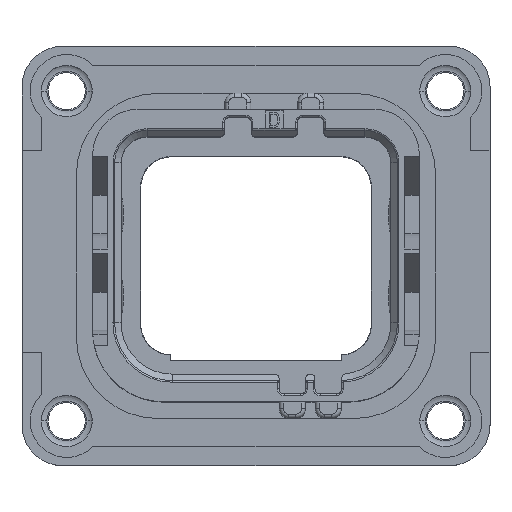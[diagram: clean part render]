
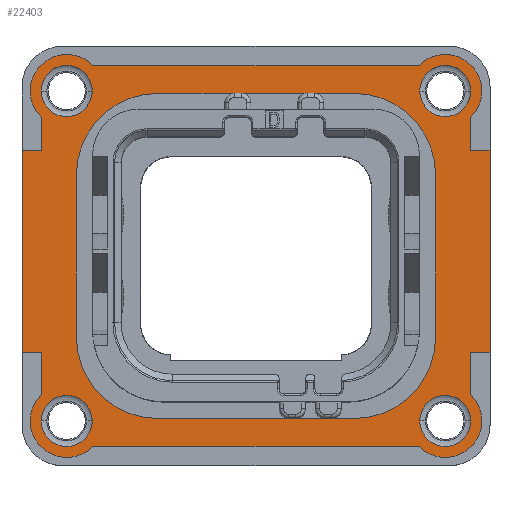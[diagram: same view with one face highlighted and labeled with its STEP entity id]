
A CAD part, top view. The second image highlights one B-rep face of the part: STEP entity #22403.
In plain terms, the highlighted planar face has unit normal (0, 0, 1).
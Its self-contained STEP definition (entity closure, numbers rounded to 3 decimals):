
#535=DIRECTION('',(0.,-1.,0.));
#536=VECTOR('',#535,12.45);
#537=CARTESIAN_POINT('',(-14.4,6.5,1.5));
#538=LINE('',#537,#536);
#593=CARTESIAN_POINT('',(-11.65,10.15,1.5));
#594=DIRECTION('',(0.,0.,1.));
#595=DIRECTION('',(0.716,0.698,0.));
#596=AXIS2_PLACEMENT_3D('',#593,#594,#595);
#603=DIRECTION('',(0.,1.,0.));
#604=VECTOR('',#603,2.588);
#605=CARTESIAN_POINT('',(13.22,-8.538,1.5));
#606=LINE('',#605,#604);
#607=DIRECTION('',(1.,0.,0.));
#608=VECTOR('',#607,20.077);
#609=CARTESIAN_POINT('',(-10.038,-11.72,1.5));
#610=LINE('',#609,#608);
#611=DIRECTION('',(0.,-1.,0.));
#612=VECTOR('',#611,2.588);
#613=CARTESIAN_POINT('',(-13.22,-5.95,1.5));
#614=LINE('',#613,#612);
#615=DIRECTION('',(1.,0.,0.));
#616=VECTOR('',#615,1.18);
#617=CARTESIAN_POINT('',(-14.4,-5.95,1.5));
#618=LINE('',#617,#616);
#619=DIRECTION('',(-1.,0.,0.));
#620=VECTOR('',#619,1.18);
#621=CARTESIAN_POINT('',(-13.22,6.5,1.5));
#622=LINE('',#621,#620);
#623=DIRECTION('',(0.,-1.,0.));
#624=VECTOR('',#623,2.038);
#625=CARTESIAN_POINT('',(-13.22,8.538,1.5));
#626=LINE('',#625,#624);
#627=DIRECTION('',(-1.,0.,0.));
#628=VECTOR('',#627,20.077);
#629=CARTESIAN_POINT('',(10.038,11.72,1.5));
#630=LINE('',#629,#628);
#631=DIRECTION('',(0.,1.,0.));
#632=VECTOR('',#631,2.038);
#633=CARTESIAN_POINT('',(13.22,6.5,1.5));
#634=LINE('',#633,#632);
#635=DIRECTION('',(-1.,0.,0.));
#636=VECTOR('',#635,1.18);
#637=CARTESIAN_POINT('',(14.4,6.5,1.5));
#638=LINE('',#637,#636);
#639=DIRECTION('',(1.,0.,0.));
#640=VECTOR('',#639,1.18);
#641=CARTESIAN_POINT('',(13.22,-5.95,1.5));
#642=LINE('',#641,#640);
#643=CARTESIAN_POINT('',(11.65,-10.15,1.5));
#644=DIRECTION('',(0.,0.,1.));
#645=DIRECTION('',(-1.,0.,0.));
#646=AXIS2_PLACEMENT_3D('',#643,#644,#645);
#648=CARTESIAN_POINT('',(-11.65,-10.15,1.5));
#649=DIRECTION('',(0.,0.,1.));
#650=DIRECTION('',(-1.,0.,0.));
#651=AXIS2_PLACEMENT_3D('',#648,#649,#650);
#653=CARTESIAN_POINT('',(-11.65,10.15,1.5));
#654=DIRECTION('',(0.,0.,1.));
#655=DIRECTION('',(1.,0.,0.));
#656=AXIS2_PLACEMENT_3D('',#653,#654,#655);
#658=CARTESIAN_POINT('',(11.65,10.15,1.5));
#659=DIRECTION('',(0.,0.,1.));
#660=DIRECTION('',(1.,0.,0.));
#661=AXIS2_PLACEMENT_3D('',#658,#659,#660);
#663=CARTESIAN_POINT('',(6.05,5.,1.5));
#664=DIRECTION('',(0.,0.,-1.));
#665=DIRECTION('',(0.,1.,0.));
#666=AXIS2_PLACEMENT_3D('',#663,#664,#665);
#668=DIRECTION('',(1.,0.,0.));
#669=VECTOR('',#668,12.1);
#670=CARTESIAN_POINT('',(-6.05,10.,1.5));
#671=LINE('',#670,#669);
#672=CARTESIAN_POINT('',(-6.05,5.,1.5));
#673=DIRECTION('',(0.,0.,-1.));
#674=DIRECTION('',(-1.,0.,0.));
#675=AXIS2_PLACEMENT_3D('',#672,#673,#674);
#677=DIRECTION('',(0.,1.,0.));
#678=VECTOR('',#677,10.);
#679=CARTESIAN_POINT('',(-11.05,-5.,1.5));
#680=LINE('',#679,#678);
#681=CARTESIAN_POINT('',(-6.05,-5.,1.5));
#682=DIRECTION('',(0.,0.,-1.));
#683=DIRECTION('',(0.,-1.,0.));
#684=AXIS2_PLACEMENT_3D('',#681,#682,#683);
#686=DIRECTION('',(-1.,0.,0.));
#687=VECTOR('',#686,12.1);
#688=CARTESIAN_POINT('',(6.05,-10.,1.5));
#689=LINE('',#688,#687);
#690=CARTESIAN_POINT('',(6.05,-5.,1.5));
#691=DIRECTION('',(0.,0.,-1.));
#692=DIRECTION('',(1.,0.,0.));
#693=AXIS2_PLACEMENT_3D('',#690,#691,#692);
#695=DIRECTION('',(0.,-1.,0.));
#696=VECTOR('',#695,10.);
#697=CARTESIAN_POINT('',(11.05,5.,1.5));
#698=LINE('',#697,#696);
#708=CARTESIAN_POINT('',(11.65,-10.15,1.5));
#709=DIRECTION('',(0.,0.,1.));
#710=DIRECTION('',(-0.716,-0.698,0.));
#711=AXIS2_PLACEMENT_3D('',#708,#709,#710);
#763=DIRECTION('',(0.,1.,0.));
#764=VECTOR('',#763,12.45);
#765=CARTESIAN_POINT('',(14.4,-5.95,1.5));
#766=LINE('',#765,#764);
#792=CARTESIAN_POINT('',(11.65,10.15,1.5));
#793=DIRECTION('',(0.,0.,1.));
#794=DIRECTION('',(0.698,-0.716,0.));
#795=AXIS2_PLACEMENT_3D('',#792,#793,#794);
#821=CARTESIAN_POINT('',(-11.65,-10.15,1.5));
#822=DIRECTION('',(0.,0.,1.));
#823=DIRECTION('',(-0.698,0.716,0.));
#824=AXIS2_PLACEMENT_3D('',#821,#822,#823);
#855=CARTESIAN_POINT('',(11.65,-10.15,1.5));
#856=DIRECTION('',(0.,0.,1.));
#857=DIRECTION('',(1.,0.,0.));
#858=AXIS2_PLACEMENT_3D('',#855,#856,#857);
#860=CARTESIAN_POINT('',(-11.65,-10.15,1.5));
#861=DIRECTION('',(0.,0.,1.));
#862=DIRECTION('',(1.,0.,0.));
#863=AXIS2_PLACEMENT_3D('',#860,#861,#862);
#881=CARTESIAN_POINT('',(-11.65,10.15,1.5));
#882=DIRECTION('',(0.,0.,1.));
#883=DIRECTION('',(-1.,0.,0.));
#884=AXIS2_PLACEMENT_3D('',#881,#882,#883);
#886=CARTESIAN_POINT('',(11.65,10.15,1.5));
#887=DIRECTION('',(0.,0.,1.));
#888=DIRECTION('',(-1.,0.,0.));
#889=AXIS2_PLACEMENT_3D('',#886,#887,#888);
#19120=CARTESIAN_POINT('',(-6.05,10.,1.5));
#19121=CARTESIAN_POINT('',(6.05,10.,1.5));
#19122=VERTEX_POINT('',#19120);
#19123=VERTEX_POINT('',#19121);
#19124=CARTESIAN_POINT('',(11.05,-5.,1.5));
#19125=CARTESIAN_POINT('',(6.05,-10.,1.5));
#19126=VERTEX_POINT('',#19124);
#19127=VERTEX_POINT('',#19125);
#19128=CARTESIAN_POINT('',(11.05,5.,1.5));
#19129=VERTEX_POINT('',#19128);
#19130=CARTESIAN_POINT('',(-11.05,5.,1.5));
#19131=VERTEX_POINT('',#19130);
#19132=CARTESIAN_POINT('',(-11.05,-5.,1.5));
#19133=VERTEX_POINT('',#19132);
#19134=CARTESIAN_POINT('',(-6.05,-10.,1.5));
#19135=VERTEX_POINT('',#19134);
#19164=CARTESIAN_POINT('',(14.4,-5.95,1.5));
#19165=CARTESIAN_POINT('',(14.4,6.5,1.5));
#19166=VERTEX_POINT('',#19164);
#19167=VERTEX_POINT('',#19165);
#19168=CARTESIAN_POINT('',(-14.4,6.5,1.5));
#19169=CARTESIAN_POINT('',(-14.4,-5.95,1.5));
#19170=VERTEX_POINT('',#19168);
#19171=VERTEX_POINT('',#19169);
#19174=CARTESIAN_POINT('',(10.08,10.15,1.5));
#19175=VERTEX_POINT('',#19174);
#19176=CARTESIAN_POINT('',(-10.08,10.15,1.5));
#19177=VERTEX_POINT('',#19176);
#19178=CARTESIAN_POINT('',(-10.08,-10.15,1.5));
#19179=VERTEX_POINT('',#19178);
#19180=CARTESIAN_POINT('',(10.08,-10.15,1.5));
#19181=VERTEX_POINT('',#19180);
#19182=CARTESIAN_POINT('',(-13.22,6.5,1.5));
#19183=VERTEX_POINT('',#19182);
#19184=CARTESIAN_POINT('',(13.22,6.5,1.5));
#19185=VERTEX_POINT('',#19184);
#19186=CARTESIAN_POINT('',(13.22,-5.95,1.5));
#19187=VERTEX_POINT('',#19186);
#20750=CARTESIAN_POINT('',(-13.22,-5.95,1.5));
#20751=VERTEX_POINT('',#20750);
#20848=CARTESIAN_POINT('',(13.22,8.538,1.5));
#20850=VERTEX_POINT('',#20848);
#20852=CARTESIAN_POINT('',(10.038,-11.72,1.5));
#20854=VERTEX_POINT('',#20852);
#20856=CARTESIAN_POINT('',(-10.038,-11.72,1.5));
#20858=VERTEX_POINT('',#20856);
#20860=CARTESIAN_POINT('',(-13.22,-8.538,1.5));
#20862=VERTEX_POINT('',#20860);
#20864=CARTESIAN_POINT('',(-10.038,11.72,1.5));
#20866=VERTEX_POINT('',#20864);
#20868=CARTESIAN_POINT('',(10.038,11.72,1.5));
#20870=VERTEX_POINT('',#20868);
#20872=CARTESIAN_POINT('',(-13.22,8.538,1.5));
#20874=VERTEX_POINT('',#20872);
#20876=CARTESIAN_POINT('',(13.22,-8.538,1.5));
#20878=VERTEX_POINT('',#20876);
#20880=CARTESIAN_POINT('',(13.22,10.15,1.5));
#20881=VERTEX_POINT('',#20880);
#20882=CARTESIAN_POINT('',(-13.22,10.15,1.5));
#20883=VERTEX_POINT('',#20882);
#20884=CARTESIAN_POINT('',(-13.22,-10.15,1.5));
#20885=VERTEX_POINT('',#20884);
#20886=CARTESIAN_POINT('',(13.22,-10.15,1.5));
#20887=VERTEX_POINT('',#20886);
#22324=CARTESIAN_POINT('',(0.,0.,1.5));
#22325=DIRECTION('',(0.,0.,1.));
#22326=DIRECTION('',(1.,0.,0.));
#22327=AXIS2_PLACEMENT_3D('',#22324,#22325,#22326);
#22328=PLANE('',#22327);
#22330=ORIENTED_EDGE('',*,*,#22329,.F.);
#22332=ORIENTED_EDGE('',*,*,#22331,.F.);
#22334=ORIENTED_EDGE('',*,*,#22333,.F.);
#22336=ORIENTED_EDGE('',*,*,#22335,.F.);
#22338=ORIENTED_EDGE('',*,*,#22337,.F.);
#22340=ORIENTED_EDGE('',*,*,#22339,.F.);
#22341=ORIENTED_EDGE('',*,*,#22265,.F.);
#22343=ORIENTED_EDGE('',*,*,#22342,.F.);
#22345=ORIENTED_EDGE('',*,*,#22344,.F.);
#22346=ORIENTED_EDGE('',*,*,#22314,.F.);
#22348=ORIENTED_EDGE('',*,*,#22347,.F.);
#22350=ORIENTED_EDGE('',*,*,#22349,.F.);
#22352=ORIENTED_EDGE('',*,*,#22351,.F.);
#22354=ORIENTED_EDGE('',*,*,#22353,.F.);
#22356=ORIENTED_EDGE('',*,*,#22355,.F.);
#22358=ORIENTED_EDGE('',*,*,#22357,.F.);
#22359=EDGE_LOOP('',(#22330,#22332,#22334,#22336,#22338,#22340,#22341,#22343,
#22345,#22346,#22348,#22350,#22352,#22354,#22356,#22358));
#22360=FACE_OUTER_BOUND('',#22359,.F.);
#22362=ORIENTED_EDGE('',*,*,#22361,.T.);
#22364=ORIENTED_EDGE('',*,*,#22363,.T.);
#22365=EDGE_LOOP('',(#22362,#22364));
#22366=FACE_BOUND('',#22365,.F.);
#22368=ORIENTED_EDGE('',*,*,#22367,.T.);
#22370=ORIENTED_EDGE('',*,*,#22369,.T.);
#22371=EDGE_LOOP('',(#22368,#22370));
#22372=FACE_BOUND('',#22371,.F.);
#22374=ORIENTED_EDGE('',*,*,#22373,.T.);
#22376=ORIENTED_EDGE('',*,*,#22375,.T.);
#22377=EDGE_LOOP('',(#22374,#22376));
#22378=FACE_BOUND('',#22377,.F.);
#22380=ORIENTED_EDGE('',*,*,#22379,.T.);
#22382=ORIENTED_EDGE('',*,*,#22381,.T.);
#22383=EDGE_LOOP('',(#22380,#22382));
#22384=FACE_BOUND('',#22383,.F.);
#22386=ORIENTED_EDGE('',*,*,#22385,.F.);
#22388=ORIENTED_EDGE('',*,*,#22387,.F.);
#22390=ORIENTED_EDGE('',*,*,#22389,.F.);
#22392=ORIENTED_EDGE('',*,*,#22391,.F.);
#22394=ORIENTED_EDGE('',*,*,#22393,.F.);
#22396=ORIENTED_EDGE('',*,*,#22395,.F.);
#22398=ORIENTED_EDGE('',*,*,#22397,.F.);
#22400=ORIENTED_EDGE('',*,*,#22399,.F.);
#22401=EDGE_LOOP('',(#22386,#22388,#22390,#22392,#22394,#22396,#22398,#22400));
#22402=FACE_BOUND('',#22401,.F.);
#22403=ADVANCED_FACE('',(#22360,#22366,#22372,#22378,#22384,#22402),#22328,.T.);
#597=CIRCLE('',#596,2.25);
#647=CIRCLE('',#646,1.57);
#652=CIRCLE('',#651,1.57);
#657=CIRCLE('',#656,1.57);
#662=CIRCLE('',#661,1.57);
#667=CIRCLE('',#666,5.);
#676=CIRCLE('',#675,5.);
#685=CIRCLE('',#684,5.);
#694=CIRCLE('',#693,5.);
#712=CIRCLE('',#711,2.25);
#796=CIRCLE('',#795,2.25);
#825=CIRCLE('',#824,2.25);
#859=CIRCLE('',#858,1.57);
#864=CIRCLE('',#863,1.57);
#885=CIRCLE('',#884,1.57);
#890=CIRCLE('',#889,1.57);
#22265=EDGE_CURVE('',#19170,#19171,#538,.T.);
#22314=EDGE_CURVE('',#20866,#20874,#597,.T.);
#22329=EDGE_CURVE('',#20878,#19187,#606,.T.);
#22331=EDGE_CURVE('',#20854,#20878,#712,.T.);
#22333=EDGE_CURVE('',#20858,#20854,#610,.T.);
#22335=EDGE_CURVE('',#20862,#20858,#825,.T.);
#22337=EDGE_CURVE('',#20751,#20862,#614,.T.);
#22339=EDGE_CURVE('',#19171,#20751,#618,.T.);
#22342=EDGE_CURVE('',#19183,#19170,#622,.T.);
#22344=EDGE_CURVE('',#20874,#19183,#626,.T.);
#22347=EDGE_CURVE('',#20870,#20866,#630,.T.);
#22349=EDGE_CURVE('',#20850,#20870,#796,.T.);
#22351=EDGE_CURVE('',#19185,#20850,#634,.T.);
#22353=EDGE_CURVE('',#19167,#19185,#638,.T.);
#22355=EDGE_CURVE('',#19166,#19167,#766,.T.);
#22357=EDGE_CURVE('',#19187,#19166,#642,.T.);
#22361=EDGE_CURVE('',#19181,#20887,#647,.T.);
#22363=EDGE_CURVE('',#20887,#19181,#859,.T.);
#22367=EDGE_CURVE('',#19179,#20885,#864,.T.);
#22369=EDGE_CURVE('',#20885,#19179,#652,.T.);
#22373=EDGE_CURVE('',#19177,#20883,#657,.T.);
#22375=EDGE_CURVE('',#20883,#19177,#885,.T.);
#22379=EDGE_CURVE('',#19175,#20881,#890,.T.);
#22381=EDGE_CURVE('',#20881,#19175,#662,.T.);
#22385=EDGE_CURVE('',#19123,#19129,#667,.T.);
#22387=EDGE_CURVE('',#19122,#19123,#671,.T.);
#22389=EDGE_CURVE('',#19131,#19122,#676,.T.);
#22391=EDGE_CURVE('',#19133,#19131,#680,.T.);
#22393=EDGE_CURVE('',#19135,#19133,#685,.T.);
#22395=EDGE_CURVE('',#19127,#19135,#689,.T.);
#22397=EDGE_CURVE('',#19126,#19127,#694,.T.);
#22399=EDGE_CURVE('',#19129,#19126,#698,.T.);
